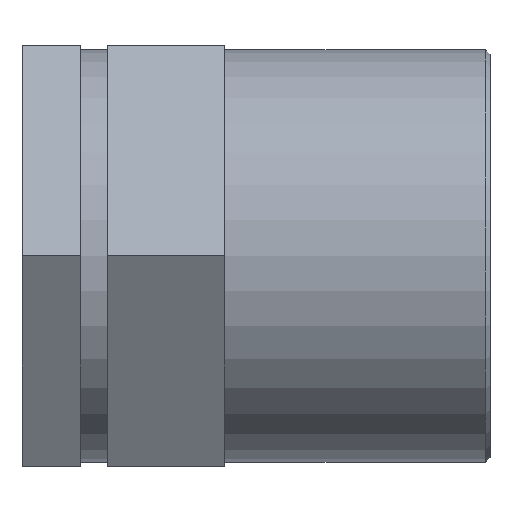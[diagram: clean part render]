
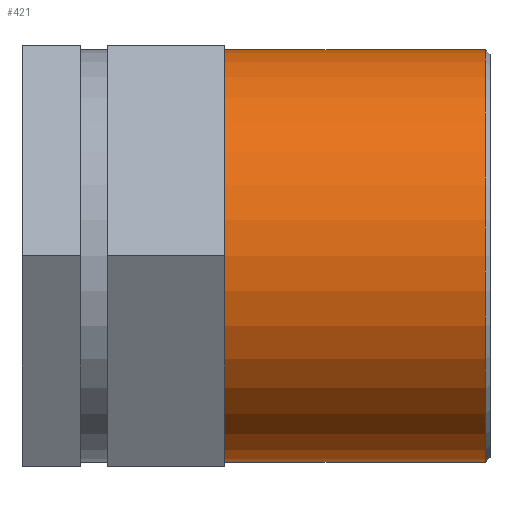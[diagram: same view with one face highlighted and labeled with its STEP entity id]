
A CAD part, top view. The second image highlights one B-rep face of the part: STEP entity #421.
In plain terms, the highlighted cylindrical face has radius 13.22 mm (diameter 26.441 mm), a full revolution.
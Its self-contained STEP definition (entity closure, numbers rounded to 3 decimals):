
#109=CYLINDRICAL_SURFACE('',#457,13.221);
#118=FACE_BOUND('',#179,.T.);
#146=FACE_OUTER_BOUND('',#178,.T.);
#178=EDGE_LOOP('',(#360));
#179=EDGE_LOOP('',(#361));
#206=CIRCLE('',#455,13.221);
#208=CIRCLE('',#458,13.221);
#244=VERTEX_POINT('',#684);
#246=VERTEX_POINT('',#689);
#294=EDGE_CURVE('',#244,#244,#206,.T.);
#296=EDGE_CURVE('',#246,#246,#208,.T.);
#360=ORIENTED_EDGE('',*,*,#296,.T.);
#361=ORIENTED_EDGE('',*,*,#294,.F.);
#421=ADVANCED_FACE('',(#146,#118),#109,.T.);
#455=AXIS2_PLACEMENT_3D('',#685,#555,#556);
#457=AXIS2_PLACEMENT_3D('',#688,#559,#560);
#458=AXIS2_PLACEMENT_3D('',#690,#561,#562);
#555=DIRECTION('center_axis',(1.,0.,0.));
#556=DIRECTION('ref_axis',(0.,-1.,0.));
#559=DIRECTION('center_axis',(1.,0.,0.));
#560=DIRECTION('ref_axis',(0.,1.,0.));
#561=DIRECTION('center_axis',(1.,0.,0.));
#562=DIRECTION('ref_axis',(0.,0.,-1.));
#684=CARTESIAN_POINT('',(29.7,13.221,0.));
#685=CARTESIAN_POINT('Origin',(29.7,0.,0.));
#688=CARTESIAN_POINT('Origin',(21.5,0.,0.));
#689=CARTESIAN_POINT('',(13.,13.221,0.));
#690=CARTESIAN_POINT('Origin',(13.,0.,0.));
